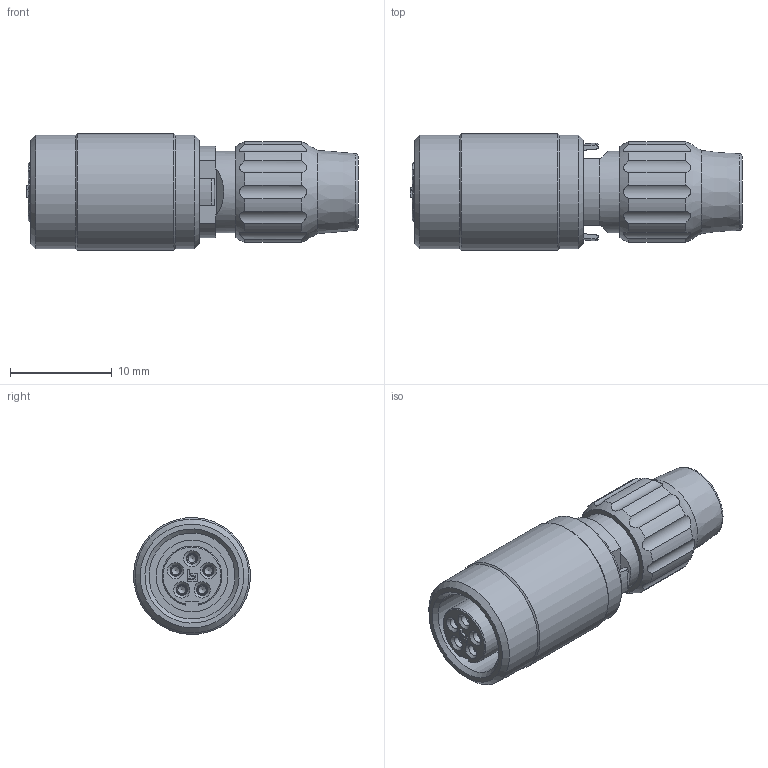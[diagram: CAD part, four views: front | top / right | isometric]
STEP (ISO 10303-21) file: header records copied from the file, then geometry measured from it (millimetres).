
FILE_DESCRIPTION(/* description */ (''),/* implementation_level */ '2;1');
FILE_NAME(/* name */ '99-0096-102-05_bg.stp',/* time_stamp */ '2010-03-02T14:02:19+01:00',/* author */ (''),/* organization */ (''),/* preprocessor_version */ 'ST-DEVELOPER v11',/* originating_system */ 'UGS - NX 5.0',/* authorisation */ '');
FILE_SCHEMA (('CONFIG_CONTROL_DESIGN'));
Length unit declared in the file: millimetre
Products named in the file (1): kbor8298nacp
Bounding box: 32.65 x 11.49 x 11.49 mm (x, y, z)
Volume: 2431.3 mm3; surface area: 1671.4 mm2
Topology: 1 solids, 1 shells, 156 faces, 407 edges, 269 vertices
Faces by surface type: plane 71, cone 41, cylinder 41, torus 3
Full cylindrical faces by diameter (mm): 1.1 x5, 7.05 x1, 8 x1, 8.459 x1, 9.15 x1, 11.2 x2, 11.5 x1
Entity records: 4884 total; most frequent: CARTESIAN_POINT 1293, DIRECTION 720, ORIENTED_EDGE 688, EDGE_CURVE 344, AXIS2_PLACEMENT_3D 297, VERTEX_POINT 246, EDGE_LOOP 207, ADVANCED_FACE 156
